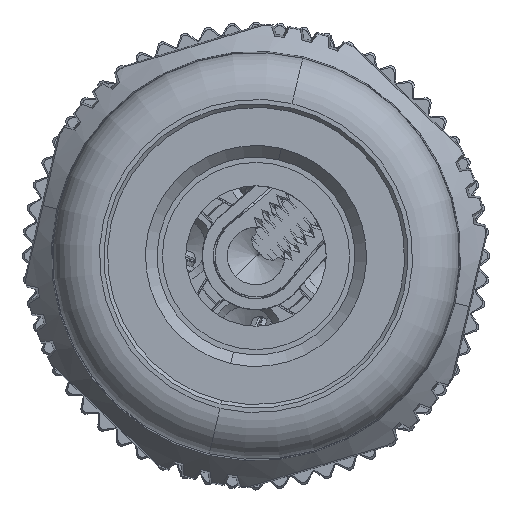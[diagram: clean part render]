
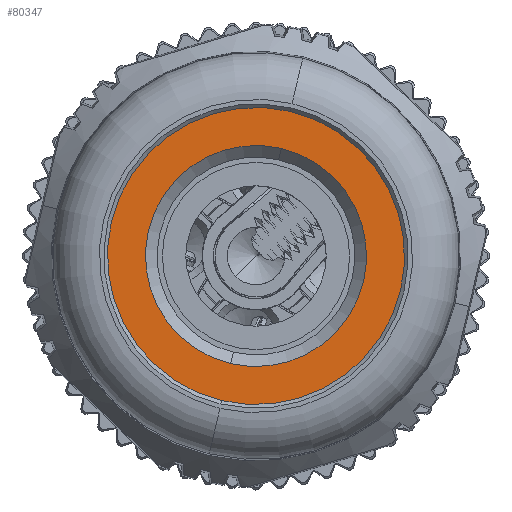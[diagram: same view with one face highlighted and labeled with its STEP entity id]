
A CAD part, front view. The second image highlights one B-rep face of the part: STEP entity #80347.
In plain terms, the highlighted planar face has unit normal (0, -1, 0).
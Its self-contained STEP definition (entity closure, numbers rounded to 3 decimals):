
#27052=CARTESIAN_POINT('',(0.,-50.9,0.));
#27053=DIRECTION('',(0.,1.,0.));
#27054=DIRECTION('',(-0.23,0.,-0.973));
#27055=AXIS2_PLACEMENT_3D('',#27052,#27053,#27054);
#27057=CARTESIAN_POINT('',(0.,-50.9,0.));
#27058=DIRECTION('',(0.,1.,0.));
#27059=DIRECTION('',(0.23,0.,0.973));
#27060=AXIS2_PLACEMENT_3D('',#27057,#27058,#27059);
#27062=CARTESIAN_POINT('',(0.,-50.9,0.));
#27063=DIRECTION('',(0.,-1.,0.));
#27064=DIRECTION('',(0.23,0.,0.973));
#27065=AXIS2_PLACEMENT_3D('',#27062,#27063,#27064);
#27067=CARTESIAN_POINT('',(0.,-50.9,0.));
#27068=DIRECTION('',(0.,-1.,0.));
#27069=DIRECTION('',(-0.23,0.,-0.973));
#27070=AXIS2_PLACEMENT_3D('',#27067,#27068,#27069);
#42813=CARTESIAN_POINT('',(1.461,-50.9,6.18));
#42814=VERTEX_POINT('',#42813);
#42815=CARTESIAN_POINT('',(-1.461,-50.9,-6.18));
#42816=VERTEX_POINT('',#42815);
#42817=CARTESIAN_POINT('',(1.087,-50.9,4.598));
#42818=CARTESIAN_POINT('',(-1.087,-50.9,-4.598));
#42819=VERTEX_POINT('',#42817);
#42820=VERTEX_POINT('',#42818);
#80332=CARTESIAN_POINT('',(0.,-50.9,0.));
#80333=DIRECTION('',(0.,-1.,0.));
#80334=DIRECTION('',(-0.23,0.,-0.973));
#80335=AXIS2_PLACEMENT_3D('',#80332,#80333,#80334);
#80336=PLANE('',#80335);
#80337=ORIENTED_EDGE('',*,*,#80312,.T.);
#80338=ORIENTED_EDGE('',*,*,#80326,.T.);
#80339=EDGE_LOOP('',(#80337,#80338));
#80340=FACE_OUTER_BOUND('',#80339,.F.);
#80342=ORIENTED_EDGE('',*,*,#80341,.T.);
#80344=ORIENTED_EDGE('',*,*,#80343,.T.);
#80345=EDGE_LOOP('',(#80342,#80344));
#80346=FACE_BOUND('',#80345,.F.);
#80347=ADVANCED_FACE('',(#80340,#80346),#80336,.T.);
#27056=CIRCLE('',#27055,6.35);
#27061=CIRCLE('',#27060,6.35);
#27066=CIRCLE('',#27065,4.725);
#27071=CIRCLE('',#27070,4.725);
#80312=EDGE_CURVE('',#42816,#42814,#27056,.T.);
#80326=EDGE_CURVE('',#42814,#42816,#27061,.T.);
#80341=EDGE_CURVE('',#42819,#42820,#27066,.T.);
#80343=EDGE_CURVE('',#42820,#42819,#27071,.T.);
